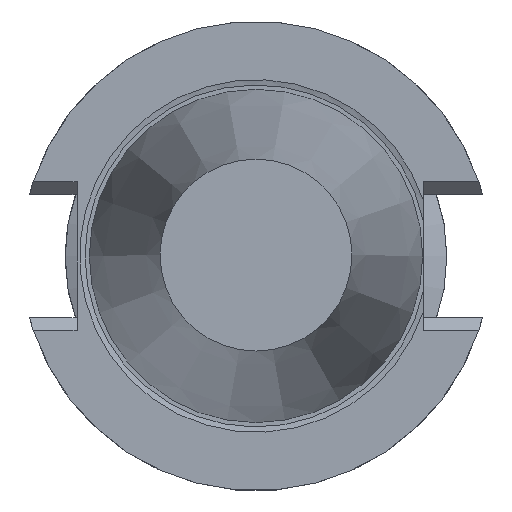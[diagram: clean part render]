
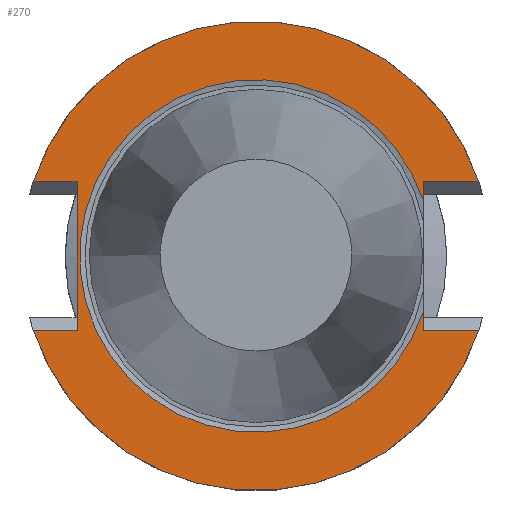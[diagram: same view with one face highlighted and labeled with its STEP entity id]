
A CAD part, top view. The second image highlights one B-rep face of the part: STEP entity #270.
In plain terms, the highlighted planar face has unit normal (0, 0, 1).
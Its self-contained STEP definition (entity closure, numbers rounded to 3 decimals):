
#178=LINE('',#1174,#232);
#179=LINE('',#1177,#233);
#180=LINE('',#1181,#234);
#181=LINE('',#1183,#235);
#182=LINE('',#1187,#236);
#183=LINE('',#1189,#237);
#184=LINE('',#1191,#238);
#232=VECTOR('',#936,1.0);
#233=VECTOR('',#937,1.0);
#234=VECTOR('',#940,1.0);
#235=VECTOR('',#941,1.0);
#236=VECTOR('',#944,1.0);
#237=VECTOR('',#945,1.0);
#238=VECTOR('',#946,1.0);
#270=ADVANCED_FACE('CU_FL_SU_5',(#330),#308,.F.);
#308=PLANE('',#821);
#330=FACE_OUTER_BOUND('',#370,.T.);
#370=EDGE_LOOP('',(#451,#452,#453,#454,#455,#456,#457,#458,#459,#460));
#451=ORIENTED_EDGE('',*,*,#709,.T.);
#452=ORIENTED_EDGE('',*,*,#710,.T.);
#453=ORIENTED_EDGE('',*,*,#711,.T.);
#454=ORIENTED_EDGE('',*,*,#712,.T.);
#455=ORIENTED_EDGE('',*,*,#713,.T.);
#456=ORIENTED_EDGE('',*,*,#714,.F.);
#457=ORIENTED_EDGE('',*,*,#715,.F.);
#458=ORIENTED_EDGE('',*,*,#716,.F.);
#459=ORIENTED_EDGE('',*,*,#717,.F.);
#460=ORIENTED_EDGE('',*,*,#718,.F.);
#638=VERTEX_POINT('',#1175);
#639=VERTEX_POINT('',#1176);
#640=VERTEX_POINT('',#1178);
#641=VERTEX_POINT('',#1180);
#642=VERTEX_POINT('',#1182);
#643=VERTEX_POINT('',#1184);
#644=VERTEX_POINT('',#1186);
#645=VERTEX_POINT('',#1188);
#646=VERTEX_POINT('',#1190);
#647=VERTEX_POINT('',#1192);
#709=EDGE_CURVE('',#638,#639,#178,.T.);
#710=EDGE_CURVE('',#639,#640,#179,.T.);
#711=EDGE_CURVE('',#640,#641,#779,.T.);
#712=EDGE_CURVE('',#641,#642,#180,.T.);
#713=EDGE_CURVE('',#642,#643,#181,.T.);
#714=EDGE_CURVE('',#644,#643,#780,.T.);
#715=EDGE_CURVE('',#645,#644,#182,.T.);
#716=EDGE_CURVE('',#646,#645,#183,.T.);
#717=EDGE_CURVE('',#647,#646,#184,.T.);
#718=EDGE_CURVE('',#638,#647,#781,.T.);
#779=CIRCLE('',#818,36.95);
#780=CIRCLE('',#819,49.2);
#781=CIRCLE('',#820,49.2);
#818=AXIS2_PLACEMENT_3D('',#1179,#938,#939);
#819=AXIS2_PLACEMENT_3D('',#1185,#942,#943);
#820=AXIS2_PLACEMENT_3D('',#1193,#947,#948);
#821=AXIS2_PLACEMENT_3D('',#1194,#949,#950);
#936=DIRECTION('',(-1.0,0.0,0.0));
#937=DIRECTION('',(0.0,1.0,0.0));
#938=DIRECTION('',(0.0,0.0,-1.0));
#939=DIRECTION('',(-1.0,0.0,0.0));
#940=DIRECTION('',(0.0,1.0,0.0));
#941=DIRECTION('',(1.0,0.0,0.0));
#942=DIRECTION('',(0.0,0.0,-1.0));
#943=DIRECTION('',(-1.0,0.0,0.0));
#944=DIRECTION('',(-1.0,0.0,0.0));
#945=DIRECTION('',(0.0,1.0,0.0));
#946=DIRECTION('',(1.0,0.0,0.0));
#947=DIRECTION('',(0.0,0.0,-1.0));
#948=DIRECTION('',(-1.0,0.0,0.0));
#949=DIRECTION('',(0.0,0.0,-1.0));
#950=DIRECTION('',(-1.0,0.0,0.0));
#1174=CARTESIAN_POINT('',(0.0,-15.603,-1.5));
#1175=CARTESIAN_POINT('',(46.66,-15.603,-1.5));
#1176=CARTESIAN_POINT('',(35.1,-15.603,-1.5));
#1177=CARTESIAN_POINT('',(35.1,34.625,-1.5));
#1178=CARTESIAN_POINT('',(35.1,-11.545,-1.5));
#1179=CARTESIAN_POINT('',(0.0,0.0,-1.5));
#1180=CARTESIAN_POINT('',(35.1,11.545,-1.5));
#1181=CARTESIAN_POINT('',(35.1,34.625,-1.5));
#1182=CARTESIAN_POINT('',(35.1,15.603,-1.5));
#1183=CARTESIAN_POINT('',(0.0,15.603,-1.5));
#1184=CARTESIAN_POINT('',(46.66,15.603,-1.5));
#1185=CARTESIAN_POINT('',(0.0,0.0,-1.5));
#1186=CARTESIAN_POINT('',(-46.66,15.603,-1.5));
#1187=CARTESIAN_POINT('',(0.0,15.603,-1.5));
#1188=CARTESIAN_POINT('',(-37.5,15.603,-1.5));
#1189=CARTESIAN_POINT('',(-37.5,34.625,-1.5));
#1190=CARTESIAN_POINT('',(-37.5,-15.603,-1.5));
#1191=CARTESIAN_POINT('',(0.0,-15.603,-1.5));
#1192=CARTESIAN_POINT('',(-46.66,-15.603,-1.5));
#1193=CARTESIAN_POINT('',(0.0,0.0,-1.5));
#1194=CARTESIAN_POINT('',(0.0,34.625,-1.5));
